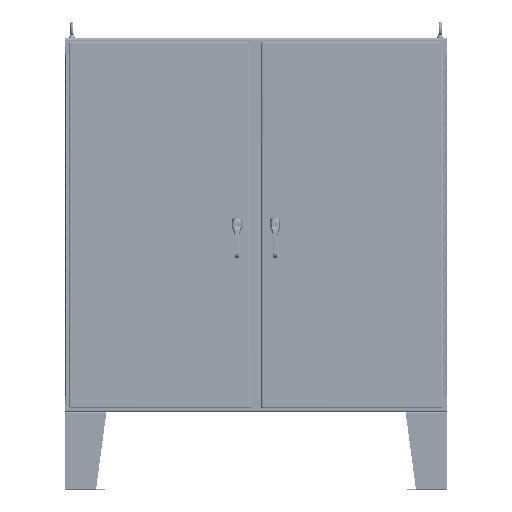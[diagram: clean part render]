
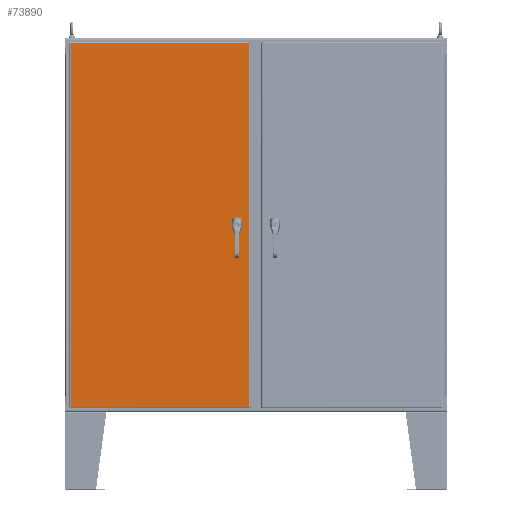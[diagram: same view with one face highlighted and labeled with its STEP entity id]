
A CAD part, top view. The second image highlights one B-rep face of the part: STEP entity #73890.
In plain terms, the highlighted planar face has unit normal (0, 0, 1).
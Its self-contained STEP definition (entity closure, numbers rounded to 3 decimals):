
#3106=FACE_BOUND('',#11252,.T.);
#3107=FACE_BOUND('',#11253,.T.);
#3108=FACE_BOUND('',#11254,.T.);
#3109=FACE_BOUND('',#11255,.T.);
#4358=PLANE('',#78896);
#6538=FACE_OUTER_BOUND('',#11251,.T.);
#11251=EDGE_LOOP('',(#51326,#51327,#51328,#51329));
#11252=EDGE_LOOP('',(#51330,#51331,#51332,#51333,#51334,#51335,#51336,#51337));
#11253=EDGE_LOOP('',(#51338));
#11254=EDGE_LOOP('',(#51339));
#11255=EDGE_LOOP('',(#51340));
#16396=CIRCLE('',#78842,0.453);
#16398=CIRCLE('',#78846,0.453);
#16400=CIRCLE('',#78850,0.453);
#16402=CIRCLE('',#78854,0.453);
#16404=CIRCLE('',#78857,0.14);
#16406=CIRCLE('',#78860,0.14);
#16408=CIRCLE('',#78863,0.14);
#20676=LINE('',#111588,#26462);
#20680=LINE('',#111600,#26466);
#20684=LINE('',#111612,#26470);
#20688=LINE('',#111624,#26474);
#20708=LINE('',#111695,#26494);
#20724=LINE('',#111817,#26510);
#20738=LINE('',#111934,#26524);
#20749=LINE('',#112045,#26535);
#26462=VECTOR('',#88659,0.427);
#26466=VECTOR('',#88671,0.427);
#26470=VECTOR('',#88683,0.427);
#26474=VECTOR('',#88695,0.427);
#26494=VECTOR('',#88751,70.042);
#26510=VECTOR('',#88781,34.417);
#26524=VECTOR('',#88809,70.042);
#26535=VECTOR('',#88832,34.417);
#32231=VERTEX_POINT('',#111585);
#32232=VERTEX_POINT('',#111587);
#32234=VERTEX_POINT('',#111593);
#32236=VERTEX_POINT('',#111599);
#32238=VERTEX_POINT('',#111605);
#32240=VERTEX_POINT('',#111611);
#32242=VERTEX_POINT('',#111617);
#32244=VERTEX_POINT('',#111623);
#32246=VERTEX_POINT('',#111632);
#32248=VERTEX_POINT('',#111637);
#32250=VERTEX_POINT('',#111642);
#32266=VERTEX_POINT('',#111683);
#32267=VERTEX_POINT('',#111694);
#32278=VERTEX_POINT('',#111806);
#32286=VERTEX_POINT('',#111923);
#39384=EDGE_CURVE('',#32232,#32231,#20676,.T.);
#39387=EDGE_CURVE('',#32234,#32232,#16396,.T.);
#39390=EDGE_CURVE('',#32236,#32234,#20680,.T.);
#39393=EDGE_CURVE('',#32238,#32236,#16398,.T.);
#39396=EDGE_CURVE('',#32240,#32238,#20684,.T.);
#39399=EDGE_CURVE('',#32242,#32240,#16400,.T.);
#39402=EDGE_CURVE('',#32244,#32242,#20688,.T.);
#39405=EDGE_CURVE('',#32231,#32244,#16402,.T.);
#39407=EDGE_CURVE('',#32246,#32246,#16404,.T.);
#39409=EDGE_CURVE('',#32248,#32248,#16406,.T.);
#39411=EDGE_CURVE('',#32250,#32250,#16408,.T.);
#39431=EDGE_CURVE('',#32267,#32266,#20708,.T.);
#39451=EDGE_CURVE('',#32266,#32278,#20724,.T.);
#39469=EDGE_CURVE('',#32278,#32286,#20738,.T.);
#39484=EDGE_CURVE('',#32286,#32267,#20749,.T.);
#51326=ORIENTED_EDGE('',*,*,#39431,.T.);
#51327=ORIENTED_EDGE('',*,*,#39451,.T.);
#51328=ORIENTED_EDGE('',*,*,#39469,.T.);
#51329=ORIENTED_EDGE('',*,*,#39484,.T.);
#51330=ORIENTED_EDGE('',*,*,#39384,.T.);
#51331=ORIENTED_EDGE('',*,*,#39405,.T.);
#51332=ORIENTED_EDGE('',*,*,#39402,.T.);
#51333=ORIENTED_EDGE('',*,*,#39399,.T.);
#51334=ORIENTED_EDGE('',*,*,#39396,.T.);
#51335=ORIENTED_EDGE('',*,*,#39393,.T.);
#51336=ORIENTED_EDGE('',*,*,#39390,.T.);
#51337=ORIENTED_EDGE('',*,*,#39387,.T.);
#51338=ORIENTED_EDGE('',*,*,#39407,.T.);
#51339=ORIENTED_EDGE('',*,*,#39409,.T.);
#51340=ORIENTED_EDGE('',*,*,#39411,.T.);
#73890=ADVANCED_FACE('',(#6538,#3106,#3107,#3108,#3109),#4358,.T.);
#78842=AXIS2_PLACEMENT_3D('',#111594,#88665,#88666);
#78846=AXIS2_PLACEMENT_3D('',#111606,#88677,#88678);
#78850=AXIS2_PLACEMENT_3D('',#111618,#88689,#88690);
#78854=AXIS2_PLACEMENT_3D('',#111628,#88701,#88702);
#78857=AXIS2_PLACEMENT_3D('',#111633,#88707,#88708);
#78860=AXIS2_PLACEMENT_3D('',#111638,#88713,#88714);
#78863=AXIS2_PLACEMENT_3D('',#111643,#88719,#88720);
#78896=AXIS2_PLACEMENT_3D('',#112148,#88857,#88858);
#88659=DIRECTION('',(0.,1.,0.));
#88665=DIRECTION('center_axis',(0.,0.,-1.));
#88666=DIRECTION('ref_axis',(-0.882,-0.471,0.));
#88671=DIRECTION('',(-1.,0.,0.));
#88677=DIRECTION('center_axis',(0.,0.,-1.));
#88678=DIRECTION('ref_axis',(0.471,-0.882,0.));
#88683=DIRECTION('',(0.,-1.,0.));
#88689=DIRECTION('center_axis',(0.,0.,-1.));
#88690=DIRECTION('ref_axis',(0.882,0.471,0.));
#88695=DIRECTION('',(1.,0.,0.));
#88701=DIRECTION('center_axis',(0.,0.,-1.));
#88702=DIRECTION('ref_axis',(-0.471,0.882,0.));
#88707=DIRECTION('center_axis',(0.,0.,-1.));
#88708=DIRECTION('ref_axis',(-1.,0.,0.));
#88713=DIRECTION('center_axis',(0.,0.,-1.));
#88714=DIRECTION('ref_axis',(-1.,0.,0.));
#88719=DIRECTION('center_axis',(0.,0.,-1.));
#88720=DIRECTION('ref_axis',(-1.,0.,0.));
#88751=DIRECTION('',(0.,1.,0.));
#88781=DIRECTION('',(-1.,0.,0.));
#88809=DIRECTION('',(0.,-1.,0.));
#88832=DIRECTION('',(1.,0.,0.));
#88857=DIRECTION('center_axis',(0.,0.,1.));
#88858=DIRECTION('ref_axis',(1.,0.,0.));
#111585=CARTESIAN_POINT('',(14.476,0.214,0.104));
#111587=CARTESIAN_POINT('',(14.476,-0.214,0.104));
#111588=CARTESIAN_POINT('',(14.476,0.107,0.104));
#111593=CARTESIAN_POINT('',(14.661,-0.399,0.104));
#111594=CARTESIAN_POINT('Origin',(14.875,0.,
0.104));
#111599=CARTESIAN_POINT('',(15.089,-0.399,0.104));
#111600=CARTESIAN_POINT('',(7.331,-0.4,0.104));
#111605=CARTESIAN_POINT('',(15.275,-0.214,0.104));
#111606=CARTESIAN_POINT('Origin',(14.875,0.,0.104));
#111611=CARTESIAN_POINT('',(15.275,0.214,0.104));
#111612=CARTESIAN_POINT('',(15.275,-0.107,0.104));
#111617=CARTESIAN_POINT('',(15.089,0.4,0.104));
#111618=CARTESIAN_POINT('Origin',(14.875,0.,0.104));
#111623=CARTESIAN_POINT('',(14.661,0.4,0.104));
#111624=CARTESIAN_POINT('',(7.544,0.4,0.104));
#111628=CARTESIAN_POINT('Origin',(14.875,0.,
0.104));
#111632=CARTESIAN_POINT('',(15.015,0.885,0.104));
#111633=CARTESIAN_POINT('Origin',(14.875,0.885,0.104));
#111637=CARTESIAN_POINT('',(15.015,-0.886,0.104));
#111638=CARTESIAN_POINT('Origin',(14.875,-0.886,0.104));
#111642=CARTESIAN_POINT('',(15.015,-1.378,0.104));
#111643=CARTESIAN_POINT('Origin',(14.875,-1.378,0.104));
#111683=CARTESIAN_POINT('',(17.209,35.021,0.104));
#111694=CARTESIAN_POINT('',(17.209,-35.021,0.104));
#111695=CARTESIAN_POINT('',(17.209,-17.511,0.104));
#111806=CARTESIAN_POINT('',(-17.209,35.021,0.104));
#111817=CARTESIAN_POINT('',(8.604,35.021,0.104));
#111923=CARTESIAN_POINT('',(-17.209,-35.021,0.104));
#111934=CARTESIAN_POINT('',(-17.209,17.511,0.104));
#112045=CARTESIAN_POINT('',(-8.604,-35.021,0.104));
#112148=CARTESIAN_POINT('Origin',(0.,0.,
0.104));
